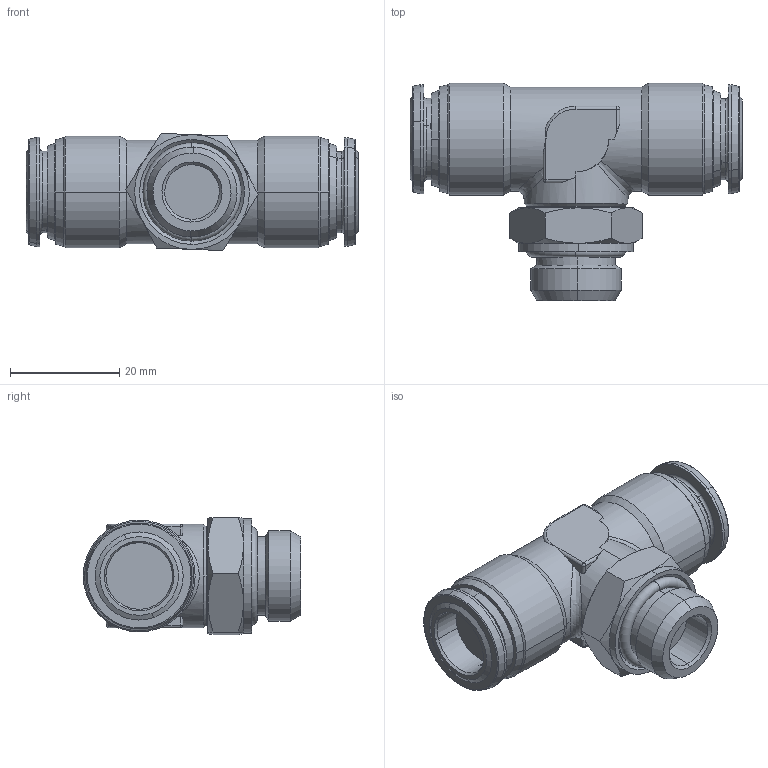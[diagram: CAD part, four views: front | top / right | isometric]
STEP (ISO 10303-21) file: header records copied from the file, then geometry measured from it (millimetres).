
FILE_DESCRIPTION (( 'STEP AP214' ), '1' );
FILE_NAME ('6021500010.step', '2012-10-16T16:34:59', ( '' ), ( '' ), 'SwSTEP 2.0', 'SolidWorks 2012', '' );
FILE_SCHEMA (( 'AUTOMOTIVE_DESIGN' ));
Length unit declared in the file: millimetre
Products named in the file (1): 6021500010
Bounding box: 60.8 x 39.85 x 21.46 mm (x, y, z)
Volume: 22227.8 mm3; surface area: 7515.1 mm2
Topology: 1 solids, 1 shells, 189 faces, 441 edges, 262 vertices
Faces by surface type: cone 58, cylinder 52, plane 51, torus 22, sphere 4, bspline 2
Entity records: 7820 total; most frequent: CARTESIAN_POINT 1377, DIRECTION 971, ORIENTED_EDGE 874, EDGE_CURVE 437, AXIS2_PLACEMENT_3D 406, VERTEX_POINT 262, CIRCLE 218, EDGE_LOOP 209
